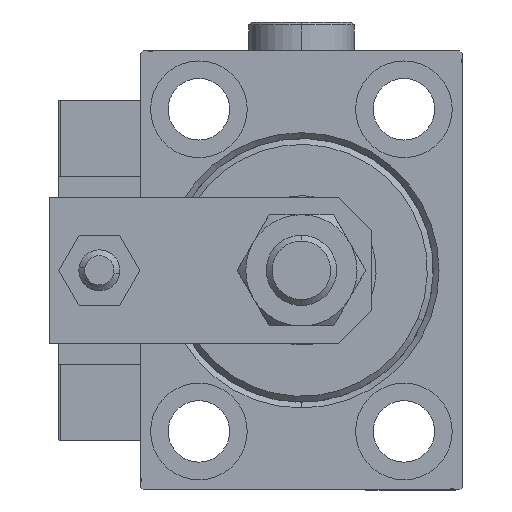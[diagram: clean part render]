
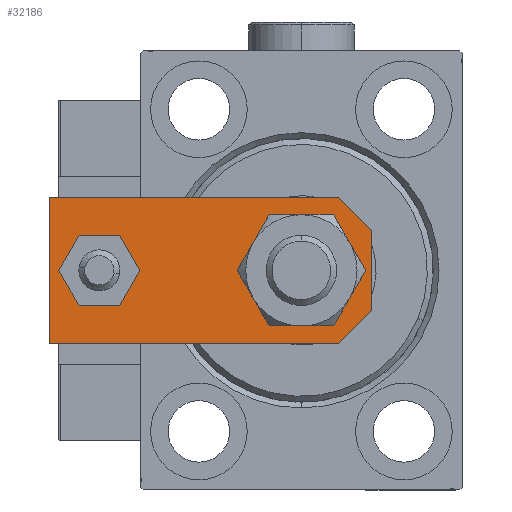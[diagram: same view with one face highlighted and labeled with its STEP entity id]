
A CAD part, left-side view. The second image highlights one B-rep face of the part: STEP entity #32186.
In plain terms, the highlighted face is planar.
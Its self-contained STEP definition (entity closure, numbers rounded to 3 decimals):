
#203 = DIRECTION ( 'NONE',  ( 1., 0., 0. ) ) ;
#977 = LINE ( 'NONE', #5521, #48832 ) ;
#2179 = EDGE_CURVE ( 'NONE', #16843, #50584, #6208, .T. ) ;
#3111 = CIRCLE ( 'NONE', #33103, 8.25 ) ;
#3777 = CARTESIAN_POINT ( 'NONE',  ( 12.5, 55., 6. ) ) ;
#4722 = DIRECTION ( 'NONE',  ( 0.707, 0.707, 0. ) ) ;
#4775 = ORIENTED_EDGE ( 'NONE', *, *, #53015, .T. ) ;
#5188 = CARTESIAN_POINT ( 'NONE',  ( 0., 46.5, 6. ) ) ;
#5521 = CARTESIAN_POINT ( 'NONE',  ( 3.42, -3.42, 6. ) ) ;
#5567 = DIRECTION ( 'NONE',  ( 0.707, -0.707, 0. ) ) ;
#6107 = CARTESIAN_POINT ( 'NONE',  ( -3.42, -3.42, 6. ) ) ;
#6208 = LINE ( 'NONE', #14481, #21909 ) ;
#6735 = DIRECTION ( 'NONE',  ( -1., 0., 0. ) ) ;
#6865 = FACE_BOUND ( 'NONE', #51314, .T. ) ;
#7113 = FACE_BOUND ( 'NONE', #31517, .T. ) ;
#7167 = VERTEX_POINT ( 'NONE', #18618 ) ;
#7774 = ORIENTED_EDGE ( 'NONE', *, *, #2179, .T. ) ;
#7781 = EDGE_CURVE ( 'NONE', #13086, #17386, #3111, .T. ) ;
#8046 = CARTESIAN_POINT ( 'NONE',  ( 0., 46.5, 6. ) ) ;
#8313 = ORIENTED_EDGE ( 'NONE', *, *, #26703, .F. ) ;
#8771 = CARTESIAN_POINT ( 'NONE',  ( -12.5, 0., 6. ) ) ;
#8935 = DIRECTION ( 'NONE',  ( 1., 0., 0. ) ) ;
#9276 = CARTESIAN_POINT ( 'NONE',  ( -8.25, 12., 6. ) ) ;
#10281 = LINE ( 'NONE', #14026, #42914 ) ;
#10557 = EDGE_CURVE ( 'NONE', #40018, #7167, #50406, .T. ) ;
#10600 = CARTESIAN_POINT ( 'NONE',  ( 0., 0., 6. ) ) ;
#12038 = VERTEX_POINT ( 'NONE', #25160 ) ;
#13086 = VERTEX_POINT ( 'NONE', #25723 ) ;
#14026 = CARTESIAN_POINT ( 'NONE',  ( -12.5, 55., 6. ) ) ;
#14481 = CARTESIAN_POINT ( 'NONE',  ( 12.5, 55., 6. ) ) ;
#14605 = DIRECTION ( 'NONE',  ( 1., 0., 0. ) ) ;
#15593 = ORIENTED_EDGE ( 'NONE', *, *, #7781, .F. ) ;
#16245 = EDGE_CURVE ( 'NONE', #29431, #16843, #41518, .T. ) ;
#16300 = ORIENTED_EDGE ( 'NONE', *, *, #40585, .T. ) ;
#16642 = VECTOR ( 'NONE', #5567, 1000. ) ;
#16843 = VERTEX_POINT ( 'NONE', #3777 ) ;
#16960 = AXIS2_PLACEMENT_3D ( 'NONE', #5188, #24789, #8935 ) ;
#17386 = VERTEX_POINT ( 'NONE', #9276 ) ;
#18145 = LINE ( 'NONE', #6107, #16642 ) ;
#18242 = ORIENTED_EDGE ( 'NONE', *, *, #37527, .T. ) ;
#18618 = CARTESIAN_POINT ( 'NONE',  ( 6.84, 0., 6. ) ) ;
#19432 = DIRECTION ( 'NONE',  ( 0., 0., 1. ) ) ;
#20097 = ORIENTED_EDGE ( 'NONE', *, *, #16245, .T. ) ;
#20593 = AXIS2_PLACEMENT_3D ( 'NONE', #21632, #46608, #14605 ) ;
#21291 = VECTOR ( 'NONE', #203, 1000. ) ;
#21632 = CARTESIAN_POINT ( 'NONE',  ( 0., 12., 6. ) ) ;
#21909 = VECTOR ( 'NONE', #6735, 1000. ) ;
#22210 = AXIS2_PLACEMENT_3D ( 'NONE', #10600, #19432, #35789 ) ;
#24647 = CARTESIAN_POINT ( 'NONE',  ( 12.5, 0., 6. ) ) ;
#24702 = VERTEX_POINT ( 'NONE', #48881 ) ;
#24789 = DIRECTION ( 'NONE',  ( 0., 0., 1. ) ) ;
#25160 = CARTESIAN_POINT ( 'NONE',  ( -4., 46.5, 6. ) ) ;
#25723 = CARTESIAN_POINT ( 'NONE',  ( 8.25, 12., 6. ) ) ;
#26414 = ORIENTED_EDGE ( 'NONE', *, *, #41546, .F. ) ;
#26703 = EDGE_CURVE ( 'NONE', #38725, #12038, #28141, .T. ) ;
#28141 = CIRCLE ( 'NONE', #16960, 4. ) ;
#29028 = ORIENTED_EDGE ( 'NONE', *, *, #10557, .T. ) ;
#29431 = VERTEX_POINT ( 'NONE', #44811 ) ;
#31517 = EDGE_LOOP ( 'NONE', ( #49717, #15593 ) ) ;
#32186 = ADVANCED_FACE ( 'NONE', ( #6865, #35525, #7113 ), #39305, .T. ) ;
#33103 = AXIS2_PLACEMENT_3D ( 'NONE', #36368, #48504, #48245 ) ;
#35525 = FACE_OUTER_BOUND ( 'NONE', #41973, .T. ) ;
#35789 = DIRECTION ( 'NONE',  ( 1., 0., 0. ) ) ;
#36002 = CIRCLE ( 'NONE', #20593, 8.25 ) ;
#36368 = CARTESIAN_POINT ( 'NONE',  ( 0., 12., 6. ) ) ;
#37527 = EDGE_CURVE ( 'NONE', #7167, #29431, #977, .T. ) ;
#37793 = CIRCLE ( 'NONE', #51555, 4. ) ;
#38725 = VERTEX_POINT ( 'NONE', #42146 ) ;
#39305 = PLANE ( 'NONE',  #22210 ) ;
#39453 = EDGE_CURVE ( 'NONE', #17386, #13086, #36002, .T. ) ;
#40018 = VERTEX_POINT ( 'NONE', #48811 ) ;
#40585 = EDGE_CURVE ( 'NONE', #50584, #24702, #10281, .T. ) ;
#41297 = DIRECTION ( 'NONE',  ( 0., 0., 1. ) ) ;
#41518 = LINE ( 'NONE', #24647, #47953 ) ;
#41546 = EDGE_CURVE ( 'NONE', #12038, #38725, #37793, .T. ) ;
#41973 = EDGE_LOOP ( 'NONE', ( #16300, #4775, #29028, #18242, #20097, #7774 ) ) ;
#42146 = CARTESIAN_POINT ( 'NONE',  ( 4., 46.5, 6. ) ) ;
#42753 = DIRECTION ( 'NONE',  ( 0., -1., 0. ) ) ;
#42914 = VECTOR ( 'NONE', #42753, 1000. ) ;
#44781 = CARTESIAN_POINT ( 'NONE',  ( -12.5, 55., 6. ) ) ;
#44811 = CARTESIAN_POINT ( 'NONE',  ( 12.5, 5.66, 6. ) ) ;
#45848 = DIRECTION ( 'NONE',  ( 0., 1., 0. ) ) ;
#46608 = DIRECTION ( 'NONE',  ( 0., 0., 1. ) ) ;
#47953 = VECTOR ( 'NONE', #45848, 1000. ) ;
#48245 = DIRECTION ( 'NONE',  ( 1., 0., 0. ) ) ;
#48504 = DIRECTION ( 'NONE',  ( 0., 0., 1. ) ) ;
#48600 = DIRECTION ( 'NONE',  ( 1., 0., 0. ) ) ;
#48811 = CARTESIAN_POINT ( 'NONE',  ( -6.84, 0., 6. ) ) ;
#48832 = VECTOR ( 'NONE', #4722, 1000. ) ;
#48881 = CARTESIAN_POINT ( 'NONE',  ( -12.5, 5.66, 6. ) ) ;
#49717 = ORIENTED_EDGE ( 'NONE', *, *, #39453, .F. ) ;
#50406 = LINE ( 'NONE', #8771, #21291 ) ;
#50584 = VERTEX_POINT ( 'NONE', #44781 ) ;
#51314 = EDGE_LOOP ( 'NONE', ( #26414, #8313 ) ) ;
#51555 = AXIS2_PLACEMENT_3D ( 'NONE', #8046, #41297, #48600 ) ;
#53015 = EDGE_CURVE ( 'NONE', #24702, #40018, #18145, .T. ) ;
